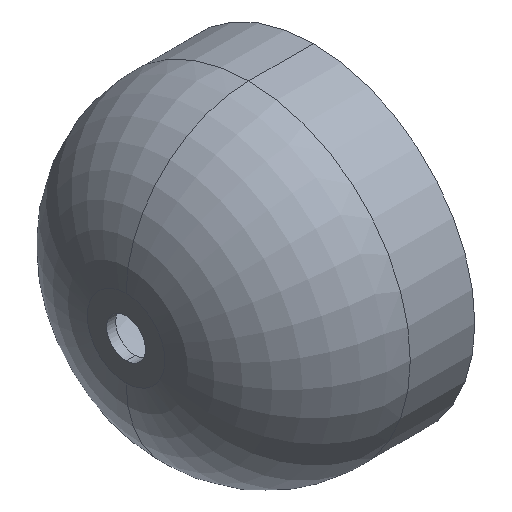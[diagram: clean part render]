
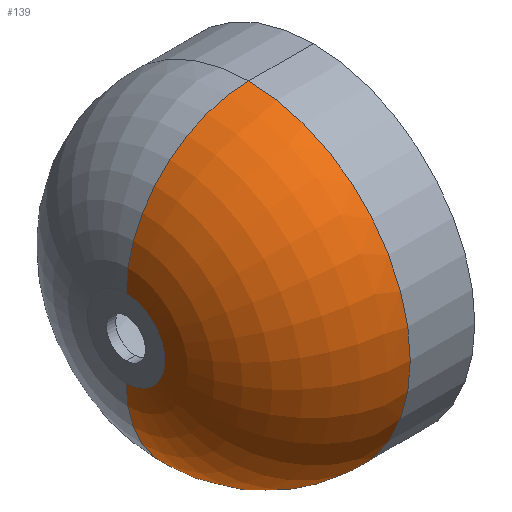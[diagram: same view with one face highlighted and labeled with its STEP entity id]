
A CAD part, isometric view. The second image highlights one B-rep face of the part: STEP entity #139.
In plain terms, the highlighted toroidal (fillet/blend) face has major radius 3 mm and minor radius 9.5 mm.
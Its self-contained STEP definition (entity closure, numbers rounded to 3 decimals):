
#5 = CARTESIAN_POINT ( 'NONE',  ( 9.5, 0., -3. ) ) ;
#21 = CIRCLE ( 'NONE', #137, 3. ) ;
#25 = DIRECTION ( 'NONE',  ( 0., 0., 1. ) ) ;
#27 = VERTEX_POINT ( 'NONE', #346 ) ;
#39 = ORIENTED_EDGE ( 'NONE', *, *, #380, .F. ) ;
#40 = EDGE_LOOP ( 'NONE', ( #39, #177, #213, #155 ) ) ;
#42 = DIRECTION ( 'NONE',  ( 0., 0., 1. ) ) ;
#60 = CARTESIAN_POINT ( 'NONE',  ( 0., 0., -3. ) ) ;
#88 = CARTESIAN_POINT ( 'NONE',  ( 9.5, 0., 12.5 ) ) ;
#97 = DIRECTION ( 'NONE',  ( 0., 0., -1. ) ) ;
#105 = CIRCLE ( 'NONE', #212, 12.5 ) ;
#125 = DIRECTION ( 'NONE',  ( 0., 0., 1. ) ) ;
#137 = AXIS2_PLACEMENT_3D ( 'NONE', #376, #138, #347 ) ;
#138 = DIRECTION ( 'NONE',  ( -1., 0., 0. ) ) ;
#139 = ADVANCED_FACE ( 'NONE', ( #318 ), #313, .T. ) ;
#155 = ORIENTED_EDGE ( 'NONE', *, *, #204, .F. ) ;
#158 = DIRECTION ( 'NONE',  ( 0., -1., 0. ) ) ;
#166 = DIRECTION ( 'NONE',  ( 0., 1., 0. ) ) ;
#177 = ORIENTED_EDGE ( 'NONE', *, *, #287, .T. ) ;
#199 = DIRECTION ( 'NONE',  ( -1., 0., 0. ) ) ;
#204 = EDGE_CURVE ( 'NONE', #275, #336, #21, .T. ) ;
#212 = AXIS2_PLACEMENT_3D ( 'NONE', #393, #356, #25 ) ;
#213 = ORIENTED_EDGE ( 'NONE', *, *, #390, .T. ) ;
#232 = CARTESIAN_POINT ( 'NONE',  ( 0., 0., 3. ) ) ;
#243 = VERTEX_POINT ( 'NONE', #88 ) ;
#247 = CARTESIAN_POINT ( 'NONE',  ( 9.5, 0., 3. ) ) ;
#248 = AXIS2_PLACEMENT_3D ( 'NONE', #247, #158, #97 ) ;
#275 = VERTEX_POINT ( 'NONE', #60 ) ;
#287 = EDGE_CURVE ( 'NONE', #27, #243, #105, .T. ) ;
#300 = AXIS2_PLACEMENT_3D ( 'NONE', #352, #199, #42 ) ;
#313 = TOROIDAL_SURFACE ( 'NONE', #300, 3., 9.5 ) ;
#314 = CIRCLE ( 'NONE', #351, 9.5 ) ;
#318 = FACE_OUTER_BOUND ( 'NONE', #40, .T. ) ;
#336 = VERTEX_POINT ( 'NONE', #232 ) ;
#346 = CARTESIAN_POINT ( 'NONE',  ( 9.5, 0., -12.5 ) ) ;
#347 = DIRECTION ( 'NONE',  ( 0., 0., 1. ) ) ;
#349 = CIRCLE ( 'NONE', #248, 9.5 ) ;
#351 = AXIS2_PLACEMENT_3D ( 'NONE', #5, #166, #125 ) ;
#352 = CARTESIAN_POINT ( 'NONE',  ( 9.5, 0., 0. ) ) ;
#356 = DIRECTION ( 'NONE',  ( -1., 0., 0. ) ) ;
#376 = CARTESIAN_POINT ( 'NONE',  ( 0., 0., 0. ) ) ;
#380 = EDGE_CURVE ( 'NONE', #27, #275, #314, .T. ) ;
#390 = EDGE_CURVE ( 'NONE', #243, #336, #349, .T. ) ;
#393 = CARTESIAN_POINT ( 'NONE',  ( 9.5, 0., 0. ) ) ;
